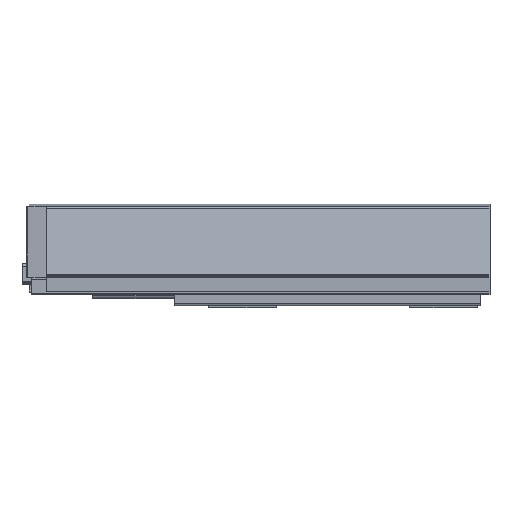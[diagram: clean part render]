
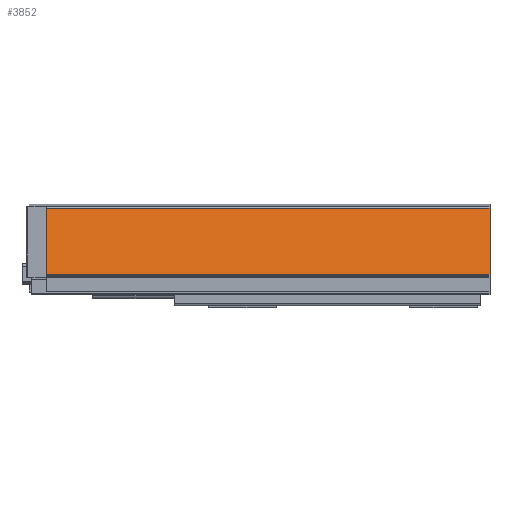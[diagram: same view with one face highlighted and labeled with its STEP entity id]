
A CAD part, top view. The second image highlights one B-rep face of the part: STEP entity #3852.
In plain terms, the highlighted planar face has unit normal (0, 0.208, 0.978).
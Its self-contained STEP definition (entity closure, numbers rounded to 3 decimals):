
#60 = LINE ( 'NONE', #744, #5640 ) ;
#377 = CARTESIAN_POINT ( 'NONE',  ( -425.5, 80.422, 21.003 ) ) ;
#504 = AXIS2_PLACEMENT_3D ( 'NONE', #1805, #1902, #4779 ) ;
#744 = CARTESIAN_POINT ( 'NONE',  ( -442., 80.422, 21.003 ) ) ;
#914 = LINE ( 'NONE', #9086, #1857 ) ;
#1507 = CARTESIAN_POINT ( 'NONE',  ( 0., 80.422, 21.003 ) ) ;
#1734 = DIRECTION ( 'NONE',  ( 0., -0.978, 0.208 ) ) ;
#1805 = CARTESIAN_POINT ( 'NONE',  ( -442., 80.422, 21.003 ) ) ;
#1824 = LINE ( 'NONE', #377, #5218 ) ;
#1857 = VECTOR ( 'NONE', #3930, 1000. ) ;
#1902 = DIRECTION ( 'NONE',  ( 0., 0.208, 0.978 ) ) ;
#2293 = EDGE_CURVE ( 'NONE', #4528, #5104, #1824, .T. ) ;
#2375 = CARTESIAN_POINT ( 'NONE',  ( -425.5, 80.422, 21.003 ) ) ;
#2401 = CARTESIAN_POINT ( 'NONE',  ( 0., 80.422, 21.003 ) ) ;
#2716 = CARTESIAN_POINT ( 'NONE',  ( 0., 17.084, 34.466 ) ) ;
#2770 = ORIENTED_EDGE ( 'NONE', *, *, #7486, .F. ) ;
#2921 = LINE ( 'NONE', #1507, #4708 ) ;
#3367 = FACE_OUTER_BOUND ( 'NONE', #6975, .T. ) ;
#3413 = PLANE ( 'NONE',  #504 ) ;
#3421 = EDGE_CURVE ( 'NONE', #5104, #8861, #914, .T. ) ;
#3451 = ORIENTED_EDGE ( 'NONE', *, *, #7575, .F. ) ;
#3852 = ADVANCED_FACE ( 'NONE', ( #3367 ), #3413, .T. ) ;
#3930 = DIRECTION ( 'NONE',  ( 1., 0., 0. ) ) ;
#4431 = DIRECTION ( 'NONE',  ( 1., 0., 0. ) ) ;
#4528 = VERTEX_POINT ( 'NONE', #2375 ) ;
#4708 = VECTOR ( 'NONE', #7439, 1000. ) ;
#4779 = DIRECTION ( 'NONE',  ( 0., -0.978, 0.208 ) ) ;
#4840 = CARTESIAN_POINT ( 'NONE',  ( -425.5, 17.084, 34.466 ) ) ;
#5104 = VERTEX_POINT ( 'NONE', #4840 ) ;
#5218 = VECTOR ( 'NONE', #1734, 1000. ) ;
#5640 = VECTOR ( 'NONE', #4431, 1000. ) ;
#6150 = ORIENTED_EDGE ( 'NONE', *, *, #2293, .T. ) ;
#6872 = VERTEX_POINT ( 'NONE', #2401 ) ;
#6975 = EDGE_LOOP ( 'NONE', ( #2770, #6150, #8659, #3451 ) ) ;
#7439 = DIRECTION ( 'NONE',  ( 0., -0.978, 0.208 ) ) ;
#7486 = EDGE_CURVE ( 'NONE', #4528, #6872, #60, .T. ) ;
#7575 = EDGE_CURVE ( 'NONE', #6872, #8861, #2921, .T. ) ;
#8659 = ORIENTED_EDGE ( 'NONE', *, *, #3421, .T. ) ;
#8861 = VERTEX_POINT ( 'NONE', #2716 ) ;
#9086 = CARTESIAN_POINT ( 'NONE',  ( 0., 17.084, 34.466 ) ) ;
